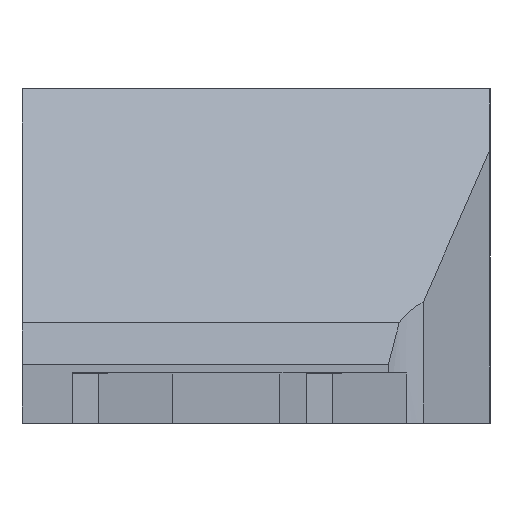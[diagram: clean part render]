
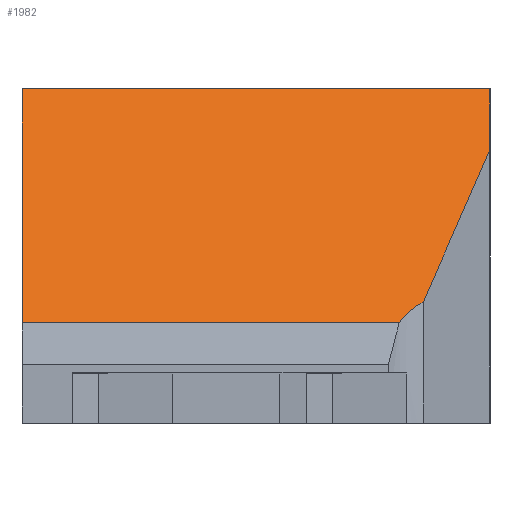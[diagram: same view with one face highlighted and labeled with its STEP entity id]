
A CAD part, left-side view. The second image highlights one B-rep face of the part: STEP entity #1982.
In plain terms, the highlighted planar face has unit normal (-0.848, 0, 0.53).
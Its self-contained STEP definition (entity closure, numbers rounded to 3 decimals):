
#85 = VECTOR ( 'NONE', #1321, 1000. ) ;
#87 = DIRECTION ( 'NONE',  ( 0.53, 0., 0.848 ) ) ;
#124 = ORIENTED_EDGE ( 'NONE', *, *, #430, .T. ) ;
#147 = CARTESIAN_POINT ( 'NONE',  ( -124.33, 179.812, 6. ) ) ;
#162 = CARTESIAN_POINT ( 'NONE',  ( -115.582, 179.812, 20. ) ) ;
#299 = EDGE_CURVE ( 'NONE', #2337, #1739, #2368, .T. ) ;
#385 = EDGE_CURVE ( 'NONE', #1957, #1739, #1205, .T. ) ;
#430 = EDGE_CURVE ( 'NONE', #1957, #3165, #1662, .T. ) ;
#486 = CARTESIAN_POINT ( 'NONE',  ( -115.582, -14., 20. ) ) ;
#598 = ORIENTED_EDGE ( 'NONE', *, *, #2611, .T. ) ;
#657 = CARTESIAN_POINT ( 'NONE',  ( -118.227, -14., 15.768 ) ) ;
#844 = CARTESIAN_POINT ( 'NONE',  ( -123.718, -9.473, 6.979 ) ) ;
#858 = LINE ( 'NONE', #2871, #85 ) ;
#1081 = LINE ( 'NONE', #2306, #1161 ) ;
#1097 = ORIENTED_EDGE ( 'NONE', *, *, #385, .F. ) ;
#1161 = VECTOR ( 'NONE', #1536, 1000. ) ;
#1179 = VERTEX_POINT ( 'NONE', #3062 ) ;
#1200 = DIRECTION ( 'NONE',  ( -0.53, 0., -0.848 ) ) ;
#1205 = LINE ( 'NONE', #162, #1327 ) ;
#1264 = EDGE_CURVE ( 'NONE', #1179, #2337, #858, .T. ) ;
#1275 = EDGE_LOOP ( 'NONE', ( #2131, #598, #1714, #2730, #1097, #124 ) ) ;
#1321 = DIRECTION ( 'NONE',  ( 0.497, -0.348, 0.795 ) ) ;
#1327 = VECTOR ( 'NONE', #1781, 1000. ) ;
#1407 = VECTOR ( 'NONE', #1200, 1000. ) ;
#1457 = EDGE_CURVE ( 'NONE', #3165, #3090, #1081, .T. ) ;
#1536 = DIRECTION ( 'NONE',  ( 0., -1., 0. ) ) ;
#1662 = LINE ( 'NONE', #3001, #1407 ) ;
#1714 = ORIENTED_EDGE ( 'NONE', *, *, #1264, .T. ) ;
#1723 = CARTESIAN_POINT ( 'NONE',  ( -124.33, -8.563, 6. ) ) ;
#1739 = VERTEX_POINT ( 'NONE', #486 ) ;
#1781 = DIRECTION ( 'NONE',  ( 0., -1., 0. ) ) ;
#1798 =( BOUNDED_CURVE ( )  B_SPLINE_CURVE ( 3, ( #3153, #1876, #844, #2389 ),
 .UNSPECIFIED., .F., .T. ) 
 B_SPLINE_CURVE_WITH_KNOTS ( ( 4, 4 ),
 ( 5.591, 5.991 ),
 .UNSPECIFIED. ) 
 CURVE ( )  GEOMETRIC_REPRESENTATION_ITEM ( )  RATIONAL_B_SPLINE_CURVE ( ( 1., 0.987, 0.987, 1. ) ) 
 REPRESENTATION_ITEM ( '' )  );
#1876 = CARTESIAN_POINT ( 'NONE',  ( -123.979, -8.987, 6.562 ) ) ;
#1957 = VERTEX_POINT ( 'NONE', #2330 ) ;
#1982 = ADVANCED_FACE ( 'NONE', ( #2304 ), #2119, .T. ) ;
#2020 = DIRECTION ( 'NONE',  ( -0.848, 0., 0.53 ) ) ;
#2119 = PLANE ( 'NONE',  #3027 ) ;
#2131 = ORIENTED_EDGE ( 'NONE', *, *, #1457, .T. ) ;
#2157 = CARTESIAN_POINT ( 'NONE',  ( -124.33, 14., 6. ) ) ;
#2192 = CARTESIAN_POINT ( 'NONE',  ( -117.847, -14., 16.375 ) ) ;
#2304 = FACE_OUTER_BOUND ( 'NONE', #1275, .T. ) ;
#2306 = CARTESIAN_POINT ( 'NONE',  ( -124.33, 179.812, 6. ) ) ;
#2330 = CARTESIAN_POINT ( 'NONE',  ( -115.582, 14., 20. ) ) ;
#2337 = VERTEX_POINT ( 'NONE', #2192 ) ;
#2368 = LINE ( 'NONE', #657, #3237 ) ;
#2389 = CARTESIAN_POINT ( 'NONE',  ( -123.56, -10., 7.232 ) ) ;
#2611 = EDGE_CURVE ( 'NONE', #3090, #1179, #1798, .T. ) ;
#2730 = ORIENTED_EDGE ( 'NONE', *, *, #299, .T. ) ;
#2803 = DIRECTION ( 'NONE',  ( -0.53, 0., -0.848 ) ) ;
#2871 = CARTESIAN_POINT ( 'NONE',  ( -191.915, 37.862, -102.158 ) ) ;
#3001 = CARTESIAN_POINT ( 'NONE',  ( -118.227, 14., 15.768 ) ) ;
#3027 = AXIS2_PLACEMENT_3D ( 'NONE', #147, #2020, #2803 ) ;
#3062 = CARTESIAN_POINT ( 'NONE',  ( -123.56, -10., 7.232 ) ) ;
#3090 = VERTEX_POINT ( 'NONE', #1723 ) ;
#3153 = CARTESIAN_POINT ( 'NONE',  ( -124.33, -8.563, 6. ) ) ;
#3165 = VERTEX_POINT ( 'NONE', #2157 ) ;
#3237 = VECTOR ( 'NONE', #87, 1000. ) ;
